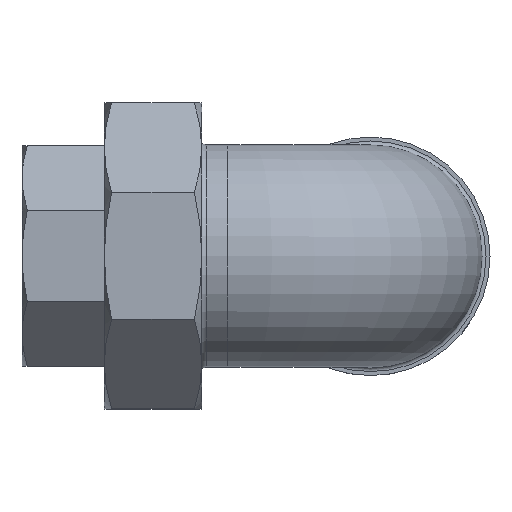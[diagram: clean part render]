
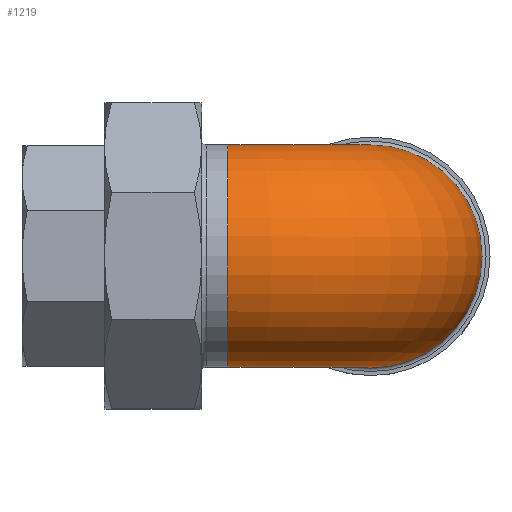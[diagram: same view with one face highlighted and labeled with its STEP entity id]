
A CAD part, top view. The second image highlights one B-rep face of the part: STEP entity #1219.
In plain terms, the highlighted toroidal (fillet/blend) face has major radius 36 mm and minor radius 28 mm.
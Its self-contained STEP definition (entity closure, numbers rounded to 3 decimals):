
#47=TOROIDAL_SURFACE('',#1426,36.,28.);
#244=FACE_OUTER_BOUND('',#334,.T.);
#334=EDGE_LOOP('',(#1006,#1007,#1008,#1009));
#411=CIRCLE('',#1401,28.);
#417=CIRCLE('',#1411,28.);
#426=CIRCLE('',#1427,8.);
#555=VERTEX_POINT('',#2541);
#560=VERTEX_POINT('',#2558);
#699=EDGE_CURVE('',#555,#555,#411,.T.);
#706=EDGE_CURVE('',#560,#560,#417,.T.);
#720=EDGE_CURVE('',#555,#560,#426,.T.);
#1006=ORIENTED_EDGE('',*,*,#699,.F.);
#1007=ORIENTED_EDGE('',*,*,#720,.T.);
#1008=ORIENTED_EDGE('',*,*,#706,.T.);
#1009=ORIENTED_EDGE('',*,*,#720,.F.);
#1219=ADVANCED_FACE('',(#244),#47,.T.);
#1401=AXIS2_PLACEMENT_3D('',#2543,#1663,#1664);
#1411=AXIS2_PLACEMENT_3D('',#2559,#1684,#1685);
#1426=AXIS2_PLACEMENT_3D('',#2586,#1719,#1720);
#1427=AXIS2_PLACEMENT_3D('',#2587,#1721,#1722);
#1663=DIRECTION('center_axis',(0.,-1.,0.));
#1664=DIRECTION('ref_axis',(1.,0.,0.));
#1684=DIRECTION('center_axis',(1.,0.,0.));
#1685=DIRECTION('ref_axis',(0.,1.,0.));
#1719=DIRECTION('center_axis',(0.,0.,-1.));
#1720=DIRECTION('ref_axis',(-1.,0.,0.));
#1721=DIRECTION('center_axis',(0.,0.,1.));
#1722=DIRECTION('ref_axis',(-1.,0.,0.));
#2541=CARTESIAN_POINT('',(28.,-36.,0.));
#2543=CARTESIAN_POINT('Origin',(56.,-36.,0.));
#2558=CARTESIAN_POINT('',(20.,-28.,0.));
#2559=CARTESIAN_POINT('Origin',(20.,0.,0.));
#2586=CARTESIAN_POINT('Origin',(20.,-36.,0.));
#2587=CARTESIAN_POINT('Origin',(20.,-36.,0.));
